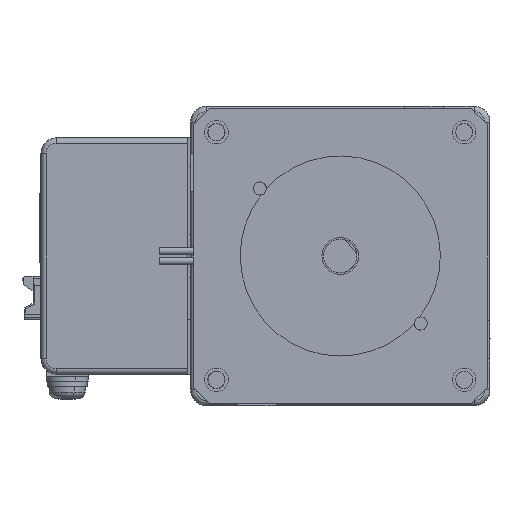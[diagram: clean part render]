
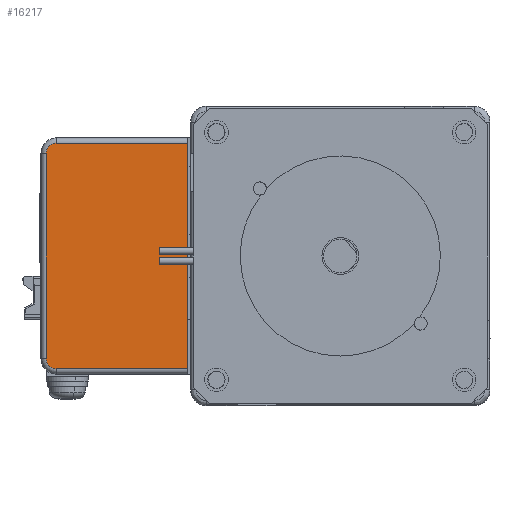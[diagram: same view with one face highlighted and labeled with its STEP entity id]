
A CAD part, left-side view. The second image highlights one B-rep face of the part: STEP entity #16217.
In plain terms, the highlighted planar face has unit normal (-1, 0, 0).
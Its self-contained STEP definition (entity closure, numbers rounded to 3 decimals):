
#377 = CARTESIAN_POINT ( 'NONE',  ( -47., 0., 0. ) ) ;
#1054 = DIRECTION ( 'NONE',  ( -1., 0., 0. ) ) ;
#2184 = CARTESIAN_POINT ( 'NONE',  ( -47., 57.5, 0. ) ) ;
#5055 = ORIENTED_EDGE ( 'NONE', *, *, #51742, .F. ) ;
#5347 = EDGE_CURVE ( 'NONE', #126098, #101990, #74120, .T. ) ;
#7581 = EDGE_CURVE ( 'NONE', #106491, #107619, #30112, .T. ) ;
#15578 = AXIS2_PLACEMENT_3D ( 'NONE', #90595, #1054, #40782 ) ;
#16217 = ADVANCED_FACE ( 'NONE', ( #21327 ), #33197, .F. ) ;
#16772 = VECTOR ( 'NONE', #55296, 1000. ) ;
#20060 = VECTOR ( 'NONE', #129512, 1000. ) ;
#21327 = FACE_OUTER_BOUND ( 'NONE', #65631, .T. ) ;
#28250 = LINE ( 'NONE', #130404, #20060 ) ;
#30112 = CIRCLE ( 'NONE', #60812, 2. ) ;
#30579 = EDGE_CURVE ( 'NONE', #107619, #71035, #43385, .T. ) ;
#30948 = DIRECTION ( 'NONE',  ( -1., 0., 0. ) ) ;
#31600 = LINE ( 'NONE', #56165, #16772 ) ;
#33197 = PLANE ( 'NONE',  #97969 ) ;
#40782 = DIRECTION ( 'NONE',  ( 0., 0., -1. ) ) ;
#41926 = VERTEX_POINT ( 'NONE', #126165 ) ;
#43385 = LINE ( 'NONE', #68052, #54870 ) ;
#51742 = EDGE_CURVE ( 'NONE', #41926, #71035, #121343, .T. ) ;
#53009 = DIRECTION ( 'NONE',  ( 1., 0., 0. ) ) ;
#54870 = VECTOR ( 'NONE', #89257, 1000. ) ;
#55296 = DIRECTION ( 'NONE',  ( 0., 0., -1. ) ) ;
#56165 = CARTESIAN_POINT ( 'NONE',  ( -47., 84.5, 0. ) ) ;
#60812 = AXIS2_PLACEMENT_3D ( 'NONE', #94068, #30948, #105994 ) ;
#62454 = ORIENTED_EDGE ( 'NONE', *, *, #116191, .T. ) ;
#65357 = CARTESIAN_POINT ( 'NONE',  ( -47., 84.5, -9. ) ) ;
#65631 = EDGE_LOOP ( 'NONE', ( #118907, #128555, #5055, #62454, #122637, #122404 ) ) ;
#68052 = CARTESIAN_POINT ( 'NONE',  ( -47., 0., -50. ) ) ;
#70250 = VECTOR ( 'NONE', #97212, 1000. ) ;
#71035 = VERTEX_POINT ( 'NONE', #110770 ) ;
#72587 = CARTESIAN_POINT ( 'NONE',  ( -47., 82.5, -50. ) ) ;
#74120 = CIRCLE ( 'NONE', #15578, 2. ) ;
#89257 = DIRECTION ( 'NONE',  ( 0., -1., 0. ) ) ;
#90595 = CARTESIAN_POINT ( 'NONE',  ( -47., 82.5, -9. ) ) ;
#94068 = CARTESIAN_POINT ( 'NONE',  ( -47., 82.5, -48. ) ) ;
#97212 = DIRECTION ( 'NONE',  ( 0., 0., -1. ) ) ;
#97969 = AXIS2_PLACEMENT_3D ( 'NONE', #377, #53009, #106889 ) ;
#101990 = VERTEX_POINT ( 'NONE', #65357 ) ;
#105994 = DIRECTION ( 'NONE',  ( 0., 0., -1. ) ) ;
#106016 = CARTESIAN_POINT ( 'NONE',  ( -47., 82.5, -7. ) ) ;
#106491 = VERTEX_POINT ( 'NONE', #113921 ) ;
#106889 = DIRECTION ( 'NONE',  ( 0., 0., -1. ) ) ;
#107619 = VERTEX_POINT ( 'NONE', #72587 ) ;
#110770 = CARTESIAN_POINT ( 'NONE',  ( -47., 57.5, -50. ) ) ;
#113921 = CARTESIAN_POINT ( 'NONE',  ( -47., 84.5, -48. ) ) ;
#116191 = EDGE_CURVE ( 'NONE', #41926, #126098, #28250, .T. ) ;
#116222 = EDGE_CURVE ( 'NONE', #101990, #106491, #31600, .T. ) ;
#118907 = ORIENTED_EDGE ( 'NONE', *, *, #7581, .T. ) ;
#121343 = LINE ( 'NONE', #2184, #70250 ) ;
#122404 = ORIENTED_EDGE ( 'NONE', *, *, #116222, .T. ) ;
#122637 = ORIENTED_EDGE ( 'NONE', *, *, #5347, .T. ) ;
#126098 = VERTEX_POINT ( 'NONE', #106016 ) ;
#126165 = CARTESIAN_POINT ( 'NONE',  ( -47., 57.5, -7. ) ) ;
#128555 = ORIENTED_EDGE ( 'NONE', *, *, #30579, .T. ) ;
#129512 = DIRECTION ( 'NONE',  ( 0., 1., 0. ) ) ;
#130404 = CARTESIAN_POINT ( 'NONE',  ( -47., 82.5, -7. ) ) ;
